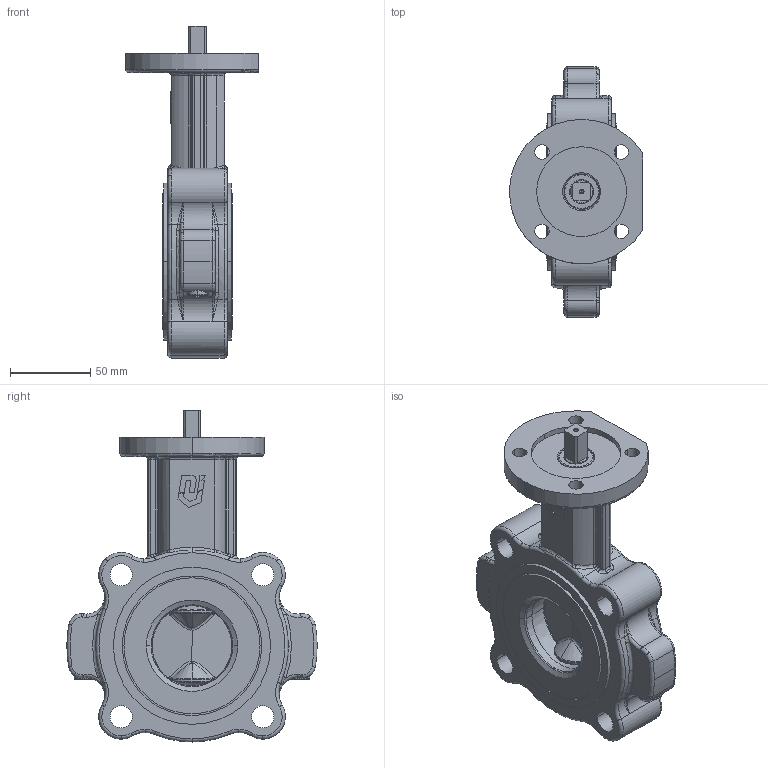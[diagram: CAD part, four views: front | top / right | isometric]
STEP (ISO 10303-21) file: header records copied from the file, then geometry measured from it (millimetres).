
FILE_DESCRIPTION(('HOOPS Exchange Step'),'2;1');
FILE_NAME('AK10_DN50_PN10-16_oH.stp','2025-10-06T09:39:22+02:00',('nieru'),('Unknown organisation'),'HOOPS Exchange 2024.2','HOOPS Exchange','Unknown authorisation');
FILE_SCHEMA( ('AP203_CONFIGURATION_CONTROLLED_3D_DESIGN_OF_MECHANICAL_PARTS_AND_ASSEMBLIES_MIM_LF') );
Length unit declared in the file: millimetre
Products named in the file (2): 0; root
Assembly tree (1 placements, depth 2):
  root
    0
Bounding box: 83 x 156 x 207 mm (x, y, z)
Volume: 608502.7 mm3; surface area: 88301.3 mm2
Topology: 1 solids, 1 shells, 501 faces, 1269 edges, 764 vertices
Faces by surface type: cylinder 149, torus 146, plane 82, bspline 70, cone 34, sphere 20
Entity records: 23300 total; most frequent: CARTESIAN_POINT 12144, ORIENTED_EDGE 2478, DIRECTION 2121, EDGE_CURVE 1239, AXIS2_PLACEMENT_3D 906, VERTEX_POINT 764, EDGE_LOOP 541, FACE_BOUND 541
